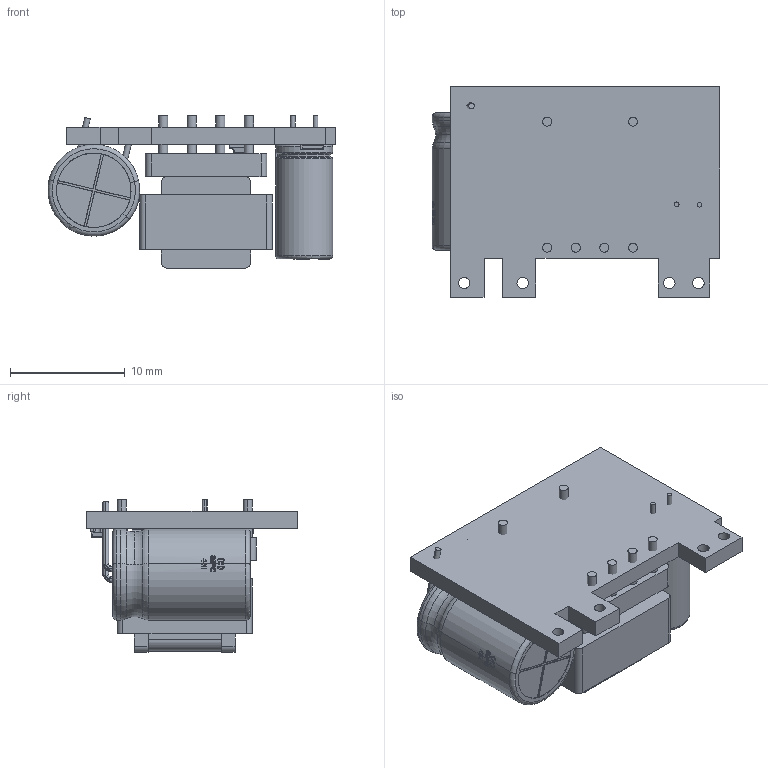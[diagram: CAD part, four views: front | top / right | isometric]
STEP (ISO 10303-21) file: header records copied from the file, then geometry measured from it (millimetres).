
FILE_DESCRIPTION (( 'STEP AP214' ), '1' );
FILE_NAME ('WX-DC12003_.STEP', '2023-11-16T07:24:12', ( '' ), ( '' ), 'SwSTEP 2.0', 'SolidWorks 2021', '' );
FILE_SCHEMA (( 'AUTOMOTIVE_DESIGN' ));
Length unit declared in the file: millimetre
Products named in the file (8): Resistor - 0805; WX-DC12003_; electr 8 x12mm; TRANS_�� 㬮�砭��; cond_5_10_�� 㬮�砭��; SS54 SMA; pl_�� 㬮�砭��; LED - SMD Red - 0805
Assembly tree (8 placements, depth 2):
  WX-DC12003_
    pl_�� 㬮�砭��
    TRANS_�� 㬮�砭��
    electr 8 x12mm
    SS54 SMA
    LED - SMD Red - 0805
    Resistor - 0805  x2
    cond_5_10_�� 㬮�砭��
Bounding box: 25.13 x 18.4 x 13.3 mm (x, y, z)
Volume: 2331.3 mm3; surface area: 2669 mm2
Topology: 9 solids, 9 shells, 917 faces, 2622 edges, 1792 vertices
Faces by surface type: plane 381, bspline 233, cylinder 224, torus 67, sphere 8, cone 4
Entity records: 41709 total; most frequent: CARTESIAN_POINT 15301, ORIENTED_EDGE 4576, DIRECTION 3250, EDGE_CURVE 2288, VERTEX_POINT 1576, AXIS2_PLACEMENT_3D 1090, VECTOR 1070, LINE 1070
